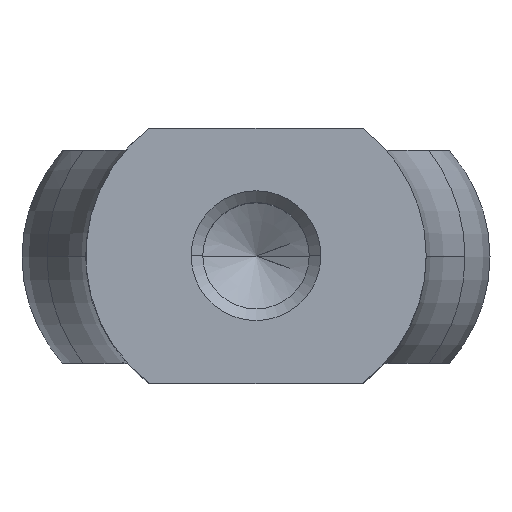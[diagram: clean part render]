
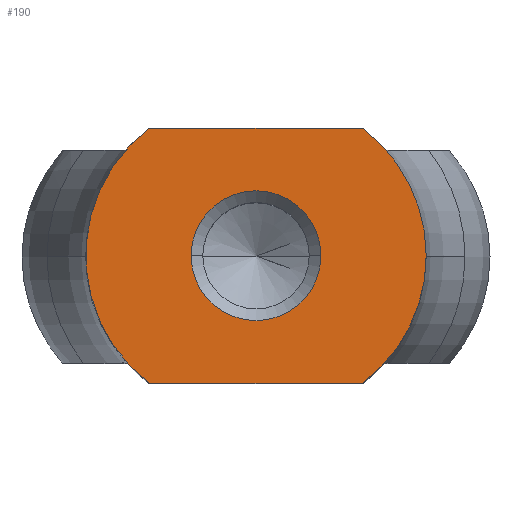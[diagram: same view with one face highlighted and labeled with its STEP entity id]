
A CAD part, top view. The second image highlights one B-rep face of the part: STEP entity #190.
In plain terms, the highlighted planar face has unit normal (0, 0, 1).
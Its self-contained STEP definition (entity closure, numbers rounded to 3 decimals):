
#5 = DIRECTION ( 'NONE',  ( 1., 0., 0. ) ) ;
#14 = FACE_BOUND ( 'NONE', #459, .T. ) ;
#19 = ORIENTED_EDGE ( 'NONE', *, *, #990, .F. ) ;
#38 = VERTEX_POINT ( 'NONE', #343 ) ;
#59 = VERTEX_POINT ( 'NONE', #192 ) ;
#77 = VERTEX_POINT ( 'NONE', #123 ) ;
#123 = CARTESIAN_POINT ( 'NONE',  ( 1.525, 0., 18. ) ) ;
#156 = CIRCLE ( 'NONE', #709, 1.525 ) ;
#166 = CARTESIAN_POINT ( 'NONE',  ( -0.25, 0., 18. ) ) ;
#177 = ORIENTED_EDGE ( 'NONE', *, *, #985, .T. ) ;
#183 = CIRCLE ( 'NONE', #739, 3.75 ) ;
#190 = ADVANCED_FACE ( 'NONE', ( #14, #200 ), #777, .F. ) ;
#192 = CARTESIAN_POINT ( 'NONE',  ( -2.5, 3., 18. ) ) ;
#200 = FACE_OUTER_BOUND ( 'NONE', #362, .T. ) ;
#201 = CARTESIAN_POINT ( 'NONE',  ( 2.5, 3., 18. ) ) ;
#228 = VERTEX_POINT ( 'NONE', #675 ) ;
#232 = CARTESIAN_POINT ( 'NONE',  ( 0.25, 0., 18. ) ) ;
#244 = CARTESIAN_POINT ( 'NONE',  ( 0., 0., 18. ) ) ;
#249 = DIRECTION ( 'NONE',  ( 1., 0., 0. ) ) ;
#254 = CARTESIAN_POINT ( 'NONE',  ( -2.5, -3., 18. ) ) ;
#257 = DIRECTION ( 'NONE',  ( -1., 0., 0. ) ) ;
#286 = CARTESIAN_POINT ( 'NONE',  ( 0., 0., 18. ) ) ;
#307 = DIRECTION ( 'NONE',  ( -1., 0., 0. ) ) ;
#318 = DIRECTION ( 'NONE',  ( 0., 0., -1. ) ) ;
#324 = ORIENTED_EDGE ( 'NONE', *, *, #991, .F. ) ;
#343 = CARTESIAN_POINT ( 'NONE',  ( -1.525, 0., 18. ) ) ;
#354 = CARTESIAN_POINT ( 'NONE',  ( 0.25, 0., 18. ) ) ;
#360 = DIRECTION ( 'NONE',  ( 1., 0., 0. ) ) ;
#361 = CARTESIAN_POINT ( 'NONE',  ( 4., 0., 18. ) ) ;
#362 = EDGE_LOOP ( 'NONE', ( #1080, #822, #177, #324, #714 ) ) ;
#382 = LINE ( 'NONE', #812, #1049 ) ;
#421 = ORIENTED_EDGE ( 'NONE', *, *, #951, .F. ) ;
#430 = DIRECTION ( 'NONE',  ( -1., 0., 0. ) ) ;
#450 = CIRCLE ( 'NONE', #837, 3.75 ) ;
#459 = EDGE_LOOP ( 'NONE', ( #19, #421 ) ) ;
#497 = DIRECTION ( 'NONE',  ( 1., 0., 0. ) ) ;
#539 = VERTEX_POINT ( 'NONE', #201 ) ;
#606 = CARTESIAN_POINT ( 'NONE',  ( -2.5, 3., 18. ) ) ;
#673 = DIRECTION ( 'NONE',  ( 0., 0., -1. ) ) ;
#675 = CARTESIAN_POINT ( 'NONE',  ( 2.5, -3., 18. ) ) ;
#698 = AXIS2_PLACEMENT_3D ( 'NONE', #166, #673, #249 ) ;
#709 = AXIS2_PLACEMENT_3D ( 'NONE', #286, #814, #360 ) ;
#714 = ORIENTED_EDGE ( 'NONE', *, *, #1003, .F. ) ;
#716 = VECTOR ( 'NONE', #723, 1000. ) ;
#723 = DIRECTION ( 'NONE',  ( 1., 0., 0. ) ) ;
#725 = LINE ( 'NONE', #1079, #716 ) ;
#739 = AXIS2_PLACEMENT_3D ( 'NONE', #354, #929, #430 ) ;
#751 = DIRECTION ( 'NONE',  ( 0., 0., 1. ) ) ;
#763 = CIRCLE ( 'NONE', #698, 3.75 ) ;
#765 = DIRECTION ( 'NONE',  ( 0., 0., 1. ) ) ;
#777 = PLANE ( 'NONE',  #911 ) ;
#812 = CARTESIAN_POINT ( 'NONE',  ( -2.5, -3., 18. ) ) ;
#814 = DIRECTION ( 'NONE',  ( 0., 0., 1. ) ) ;
#822 = ORIENTED_EDGE ( 'NONE', *, *, #966, .T. ) ;
#835 = VERTEX_POINT ( 'NONE', #254 ) ;
#837 = AXIS2_PLACEMENT_3D ( 'NONE', #232, #751, #307 ) ;
#841 = AXIS2_PLACEMENT_3D ( 'NONE', #244, #765, #5 ) ;
#911 = AXIS2_PLACEMENT_3D ( 'NONE', #606, #318, #257 ) ;
#929 = DIRECTION ( 'NONE',  ( 0., 0., 1. ) ) ;
#935 = CIRCLE ( 'NONE', #841, 1.525 ) ;
#951 = EDGE_CURVE ( 'NONE', #38, #77, #935, .T. ) ;
#966 = EDGE_CURVE ( 'NONE', #228, #979, #450, .T. ) ;
#979 = VERTEX_POINT ( 'NONE', #361 ) ;
#985 = EDGE_CURVE ( 'NONE', #979, #539, #183, .T. ) ;
#988 = EDGE_CURVE ( 'NONE', #835, #228, #382, .T. ) ;
#990 = EDGE_CURVE ( 'NONE', #77, #38, #156, .T. ) ;
#991 = EDGE_CURVE ( 'NONE', #59, #539, #725, .T. ) ;
#1003 = EDGE_CURVE ( 'NONE', #835, #59, #763, .T. ) ;
#1049 = VECTOR ( 'NONE', #497, 1000. ) ;
#1079 = CARTESIAN_POINT ( 'NONE',  ( -2.5, 3., 18. ) ) ;
#1080 = ORIENTED_EDGE ( 'NONE', *, *, #988, .T. ) ;
